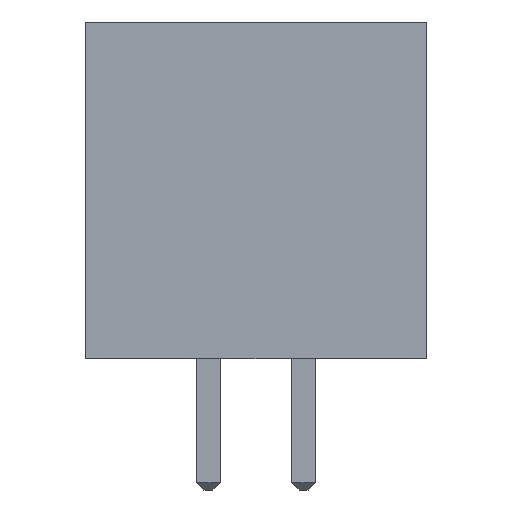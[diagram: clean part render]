
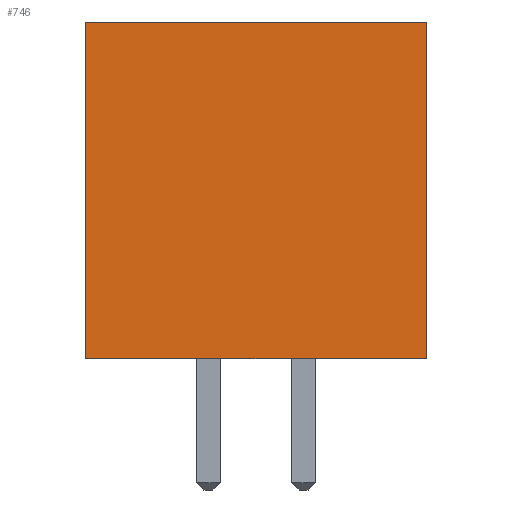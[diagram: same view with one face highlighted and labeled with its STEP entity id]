
A CAD part, left-side view. The second image highlights one B-rep face of the part: STEP entity #746.
In plain terms, the highlighted planar face has unit normal (-1, 0, 0).
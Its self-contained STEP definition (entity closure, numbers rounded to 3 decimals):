
#54 = VERTEX_POINT ( 'NONE', #289 ) ;
#66 = LINE ( 'NONE', #951, #616 ) ;
#96 = EDGE_CURVE ( 'NONE', #259, #139, #367, .T. ) ;
#131 = DIRECTION ( 'NONE',  ( 0., -1., 0. ) ) ;
#139 = VERTEX_POINT ( 'NONE', #689 ) ;
#214 = CARTESIAN_POINT ( 'NONE',  ( -14.01, -4.55, 9. ) ) ;
#216 = DIRECTION ( 'NONE',  ( 0., 0., -1. ) ) ;
#237 = VECTOR ( 'NONE', #491, 1000. ) ;
#259 = VERTEX_POINT ( 'NONE', #697 ) ;
#260 = EDGE_CURVE ( 'NONE', #259, #645, #776, .T. ) ;
#289 = CARTESIAN_POINT ( 'NONE',  ( -14.01, -4.55, 0. ) ) ;
#305 = EDGE_CURVE ( 'NONE', #645, #54, #66, .T. ) ;
#367 = LINE ( 'NONE', #1006, #836 ) ;
#465 = DIRECTION ( 'NONE',  ( 0., -1., 0. ) ) ;
#491 = DIRECTION ( 'NONE',  ( 0., 0., -1. ) ) ;
#507 = CARTESIAN_POINT ( 'NONE',  ( -14.01, 4.55, 0. ) ) ;
#527 = ORIENTED_EDGE ( 'NONE', *, *, #260, .T. ) ;
#540 = CARTESIAN_POINT ( 'NONE',  ( -14.01, 4.55, 9. ) ) ;
#547 = AXIS2_PLACEMENT_3D ( 'NONE', #696, #1020, #821 ) ;
#558 = ORIENTED_EDGE ( 'NONE', *, *, #305, .T. ) ;
#584 = VECTOR ( 'NONE', #216, 1000. ) ;
#616 = VECTOR ( 'NONE', #465, 1000. ) ;
#630 = ORIENTED_EDGE ( 'NONE', *, *, #820, .F. ) ;
#645 = VERTEX_POINT ( 'NONE', #507 ) ;
#687 = FACE_OUTER_BOUND ( 'NONE', #763, .T. ) ;
#689 = CARTESIAN_POINT ( 'NONE',  ( -14.01, -4.55, 9. ) ) ;
#696 = CARTESIAN_POINT ( 'NONE',  ( -14.01, -4.55, 9. ) ) ;
#697 = CARTESIAN_POINT ( 'NONE',  ( -14.01, 4.55, 9. ) ) ;
#746 = ADVANCED_FACE ( 'NONE', ( #687 ), #775, .F. ) ;
#763 = EDGE_LOOP ( 'NONE', ( #558, #630, #809, #527 ) ) ;
#775 = PLANE ( 'NONE',  #547 ) ;
#776 = LINE ( 'NONE', #540, #584 ) ;
#809 = ORIENTED_EDGE ( 'NONE', *, *, #96, .F. ) ;
#820 = EDGE_CURVE ( 'NONE', #139, #54, #934, .T. ) ;
#821 = DIRECTION ( 'NONE',  ( 0., 0., -1. ) ) ;
#836 = VECTOR ( 'NONE', #131, 1000. ) ;
#934 = LINE ( 'NONE', #214, #237 ) ;
#951 = CARTESIAN_POINT ( 'NONE',  ( -14.01, -4.55, 0. ) ) ;
#1006 = CARTESIAN_POINT ( 'NONE',  ( -14.01, -4.55, 9. ) ) ;
#1020 = DIRECTION ( 'NONE',  ( 1., 0., 0. ) ) ;
